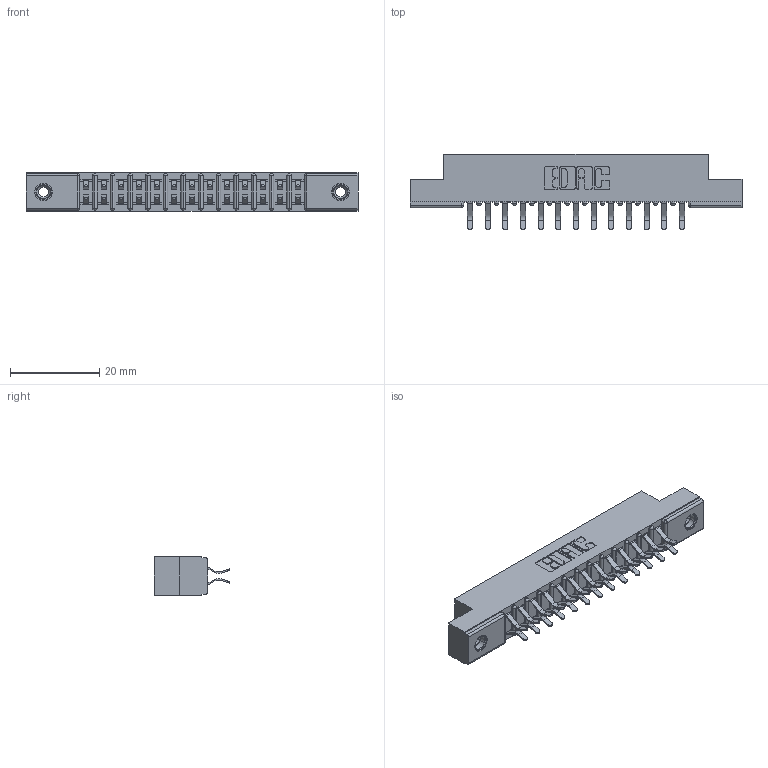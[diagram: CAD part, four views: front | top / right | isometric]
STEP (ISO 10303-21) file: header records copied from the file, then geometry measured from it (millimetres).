
FILE_DESCRIPTION (( 'STEP AP203' ), '1' );
FILE_NAME ('357-026-556-208.STEP', '2019-09-17T23:04:05', ( '' ), ( '' ), 'SwSTEP 2.0', 'SolidWorks 2016', '' );
FILE_SCHEMA (( 'CONFIG_CONTROL_DESIGN' ));
Length unit declared in the file: inch
Products named in the file (4): 357-026-556-208; 307-290-001_556; 307 Part_.156 Dia Mounting Holes; 345-250-001_345-250-003-102
Assembly tree (29 placements, depth 2):
  357-026-556-208
    307 Part_.156 Dia Mounting Holes
    307-290-001_556  x26
    345-250-001_345-250-003-102  x2
Bounding box: 74.52 x 16.97 x 8.71 mm (x, y, z)
Volume: 4864.4 mm3; surface area: 8118.1 mm2
Topology: 29 solids, 29 shells, 1492 faces, 4151 edges, 2686 vertices
Faces by surface type: plane 960, cylinder 488, sphere 28, cone 12, torus 4
Entity records: 16425 total; most frequent: CARTESIAN_POINT 2680, DIRECTION 2647, ORIENTED_EDGE 2646, EDGE_CURVE 1323, LINE 1001, VECTOR 1001, VERTEX_POINT 856, AXIS2_PLACEMENT_3D 823
